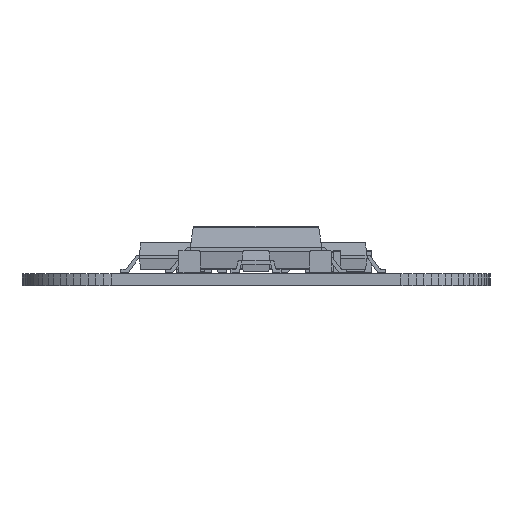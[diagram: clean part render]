
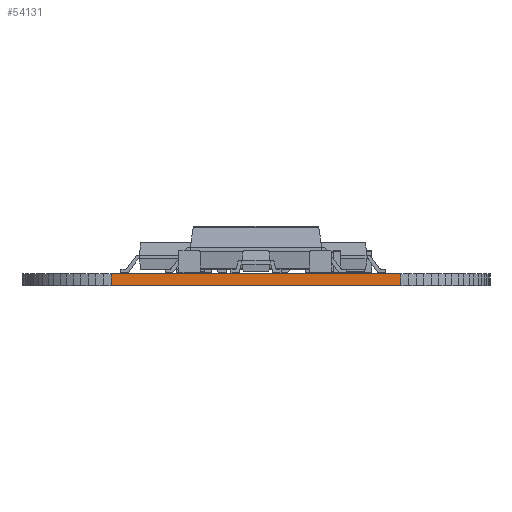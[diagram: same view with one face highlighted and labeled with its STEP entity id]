
A CAD part, front view. The second image highlights one B-rep face of the part: STEP entity #54131.
In plain terms, the highlighted planar face has unit normal (0, -1, 0).
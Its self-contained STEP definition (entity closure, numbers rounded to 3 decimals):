
#43165 = PLANE('',#43166);
#43166 = AXIS2_PLACEMENT_3D('',#43167,#43168,#43169);
#43167 = CARTESIAN_POINT('',(11.43,-39.175,0.68));
#43168 = DIRECTION('',(-0.,-0.,-1.));
#43169 = DIRECTION('',(-1.,0.,0.));
#43219 = PLANE('',#43220);
#43220 = AXIS2_PLACEMENT_3D('',#43221,#43222,#43223);
#43221 = CARTESIAN_POINT('',(11.43,-39.175,0.));
#43222 = DIRECTION('',(-0.,-0.,-1.));
#43223 = DIRECTION('',(-1.,0.,0.));
#44756 = VERTEX_POINT('',#44757);
#44757 = CARTESIAN_POINT('',(19.685,-84.455,0.));
#44771 = PLANE('',#44772);
#44772 = AXIS2_PLACEMENT_3D('',#44773,#44774,#44775);
#44773 = CARTESIAN_POINT('',(20.128,-84.436,0.));
#44774 = DIRECTION('',(0.044,-0.999,0.));
#44775 = DIRECTION('',(-0.999,-0.044,0.));
#44783 = EDGE_CURVE('',#44756,#44784,#44786,.T.);
#44784 = VERTEX_POINT('',#44785);
#44785 = CARTESIAN_POINT('',(3.175,-84.455,0.));
#44786 = SURFACE_CURVE('',#44787,(#44791,#44798),.PCURVE_S1.);
#44787 = LINE('',#44788,#44789);
#44788 = CARTESIAN_POINT('',(19.685,-84.455,0.));
#44789 = VECTOR('',#44790,1.);
#44790 = DIRECTION('',(-1.,0.,0.));
#44791 = PCURVE('',#43219,#44792);
#44792 = DEFINITIONAL_REPRESENTATION('',(#44793),#44797);
#44793 = LINE('',#44794,#44795);
#44794 = CARTESIAN_POINT('',(-8.255,-45.28));
#44795 = VECTOR('',#44796,1.);
#44796 = DIRECTION('',(1.,0.));
#44797 = ( GEOMETRIC_REPRESENTATION_CONTEXT(2) 
PARAMETRIC_REPRESENTATION_CONTEXT() REPRESENTATION_CONTEXT('2D SPACE',''
  ) );
#44798 = PCURVE('',#44799,#44804);
#44799 = PLANE('',#44800);
#44800 = AXIS2_PLACEMENT_3D('',#44801,#44802,#44803);
#44801 = CARTESIAN_POINT('',(19.685,-84.455,0.));
#44802 = DIRECTION('',(0.,-1.,0.));
#44803 = DIRECTION('',(-1.,0.,0.));
#44804 = DEFINITIONAL_REPRESENTATION('',(#44805),#44809);
#44805 = LINE('',#44806,#44807);
#44806 = CARTESIAN_POINT('',(0.,-0.));
#44807 = VECTOR('',#44808,1.);
#44808 = DIRECTION('',(1.,0.));
#44809 = ( GEOMETRIC_REPRESENTATION_CONTEXT(2) 
PARAMETRIC_REPRESENTATION_CONTEXT() REPRESENTATION_CONTEXT('2D SPACE',''
  ) );
#44827 = PLANE('',#44828);
#44828 = AXIS2_PLACEMENT_3D('',#44829,#44830,#44831);
#44829 = CARTESIAN_POINT('',(3.175,-84.455,0.));
#44830 = DIRECTION('',(-0.044,-0.999,0.));
#44831 = DIRECTION('',(-0.999,0.044,0.));
#49242 = VERTEX_POINT('',#49243);
#49243 = CARTESIAN_POINT('',(19.685,-84.455,0.68));
#49264 = EDGE_CURVE('',#49242,#49265,#49267,.T.);
#49265 = VERTEX_POINT('',#49266);
#49266 = CARTESIAN_POINT('',(3.175,-84.455,0.68));
#49267 = SURFACE_CURVE('',#49268,(#49272,#49279),.PCURVE_S1.);
#49268 = LINE('',#49269,#49270);
#49269 = CARTESIAN_POINT('',(19.685,-84.455,0.68));
#49270 = VECTOR('',#49271,1.);
#49271 = DIRECTION('',(-1.,0.,0.));
#49272 = PCURVE('',#43165,#49273);
#49273 = DEFINITIONAL_REPRESENTATION('',(#49274),#49278);
#49274 = LINE('',#49275,#49276);
#49275 = CARTESIAN_POINT('',(-8.255,-45.28));
#49276 = VECTOR('',#49277,1.);
#49277 = DIRECTION('',(1.,0.));
#49278 = ( GEOMETRIC_REPRESENTATION_CONTEXT(2) 
PARAMETRIC_REPRESENTATION_CONTEXT() REPRESENTATION_CONTEXT('2D SPACE',''
  ) );
#49279 = PCURVE('',#44799,#49280);
#49280 = DEFINITIONAL_REPRESENTATION('',(#49281),#49285);
#49281 = LINE('',#49282,#49283);
#49282 = CARTESIAN_POINT('',(0.,-0.68));
#49283 = VECTOR('',#49284,1.);
#49284 = DIRECTION('',(1.,0.));
#49285 = ( GEOMETRIC_REPRESENTATION_CONTEXT(2) 
PARAMETRIC_REPRESENTATION_CONTEXT() REPRESENTATION_CONTEXT('2D SPACE',''
  ) );
#54081 = EDGE_CURVE('',#44784,#49265,#54082,.T.);
#54082 = SURFACE_CURVE('',#54083,(#54087,#54094),.PCURVE_S1.);
#54083 = LINE('',#54084,#54085);
#54084 = CARTESIAN_POINT('',(3.175,-84.455,0.));
#54085 = VECTOR('',#54086,1.);
#54086 = DIRECTION('',(0.,0.,1.));
#54087 = PCURVE('',#44827,#54088);
#54088 = DEFINITIONAL_REPRESENTATION('',(#54089),#54093);
#54089 = LINE('',#54090,#54091);
#54090 = CARTESIAN_POINT('',(0.,0.));
#54091 = VECTOR('',#54092,1.);
#54092 = DIRECTION('',(0.,-1.));
#54093 = ( GEOMETRIC_REPRESENTATION_CONTEXT(2) 
PARAMETRIC_REPRESENTATION_CONTEXT() REPRESENTATION_CONTEXT('2D SPACE',''
  ) );
#54094 = PCURVE('',#44799,#54095);
#54095 = DEFINITIONAL_REPRESENTATION('',(#54096),#54100);
#54096 = LINE('',#54097,#54098);
#54097 = CARTESIAN_POINT('',(16.51,0.));
#54098 = VECTOR('',#54099,1.);
#54099 = DIRECTION('',(0.,-1.));
#54100 = ( GEOMETRIC_REPRESENTATION_CONTEXT(2) 
PARAMETRIC_REPRESENTATION_CONTEXT() REPRESENTATION_CONTEXT('2D SPACE',''
  ) );
#54131 = ADVANCED_FACE('',(#54132),#44799,.T.);
#54132 = FACE_BOUND('',#54133,.T.);
#54133 = EDGE_LOOP('',(#54134,#54155,#54156,#54157));
#54134 = ORIENTED_EDGE('',*,*,#54135,.T.);
#54135 = EDGE_CURVE('',#44756,#49242,#54136,.T.);
#54136 = SURFACE_CURVE('',#54137,(#54141,#54148),.PCURVE_S1.);
#54137 = LINE('',#54138,#54139);
#54138 = CARTESIAN_POINT('',(19.685,-84.455,0.));
#54139 = VECTOR('',#54140,1.);
#54140 = DIRECTION('',(0.,0.,1.));
#54141 = PCURVE('',#44799,#54142);
#54142 = DEFINITIONAL_REPRESENTATION('',(#54143),#54147);
#54143 = LINE('',#54144,#54145);
#54144 = CARTESIAN_POINT('',(0.,-0.));
#54145 = VECTOR('',#54146,1.);
#54146 = DIRECTION('',(0.,-1.));
#54147 = ( GEOMETRIC_REPRESENTATION_CONTEXT(2) 
PARAMETRIC_REPRESENTATION_CONTEXT() REPRESENTATION_CONTEXT('2D SPACE',''
  ) );
#54148 = PCURVE('',#44771,#54149);
#54149 = DEFINITIONAL_REPRESENTATION('',(#54150),#54154);
#54150 = LINE('',#54151,#54152);
#54151 = CARTESIAN_POINT('',(0.443,0.));
#54152 = VECTOR('',#54153,1.);
#54153 = DIRECTION('',(0.,-1.));
#54154 = ( GEOMETRIC_REPRESENTATION_CONTEXT(2) 
PARAMETRIC_REPRESENTATION_CONTEXT() REPRESENTATION_CONTEXT('2D SPACE',''
  ) );
#54155 = ORIENTED_EDGE('',*,*,#49264,.T.);
#54156 = ORIENTED_EDGE('',*,*,#54081,.F.);
#54157 = ORIENTED_EDGE('',*,*,#44783,.F.);
